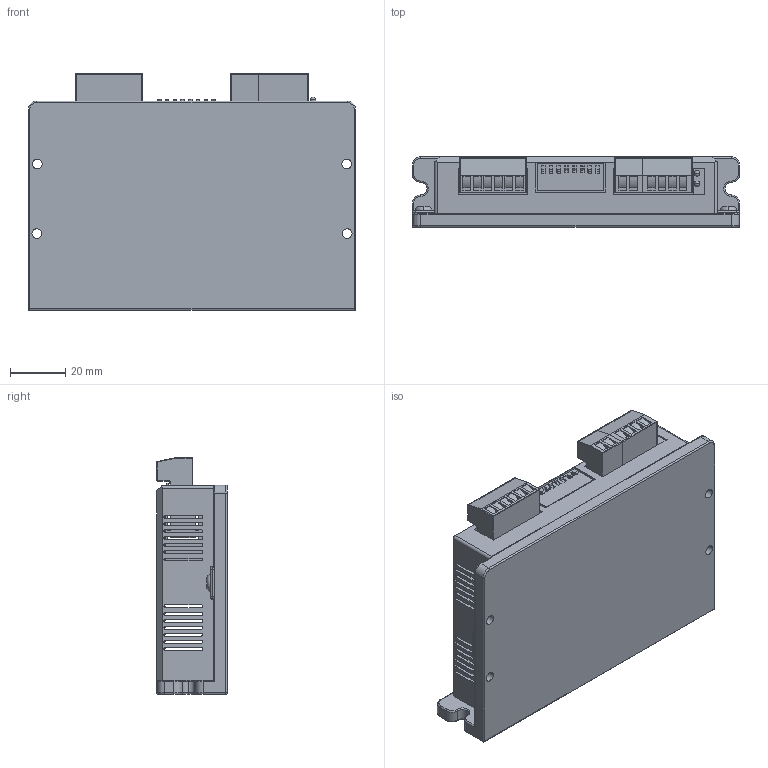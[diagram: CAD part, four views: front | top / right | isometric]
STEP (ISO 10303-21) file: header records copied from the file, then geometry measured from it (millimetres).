
FILE_DESCRIPTION (( 'STEP AP214' ), '1' );
FILE_NAME ('DM542T.STEP', '2018-03-21T06:18:38', ( '' ), ( '' ), 'SwSTEP 2.0', 'SolidWorks 2014', '' );
FILE_SCHEMA (( 'AUTOMOTIVE_DESIGN' ));
Length unit declared in the file: millimetre
Products named in the file (1): DM542T
Bounding box: 118 x 25.5 x 85.4 mm (x, y, z)
Volume: 90935 mm3; surface area: 51884.4 mm2
Topology: 8 solids, 8 shells, 776 faces, 1981 edges, 1252 vertices
Faces by surface type: plane 512, cylinder 184, torus 34, bspline 32, sphere 14
Entity records: 30437 total; most frequent: CARTESIAN_POINT 4742, ORIENTED_EDGE 3918, DIRECTION 3781, EDGE_CURVE 1959, VECTOR 1407, LINE 1407, VERTEX_POINT 1248, AXIS2_PLACEMENT_3D 1187
